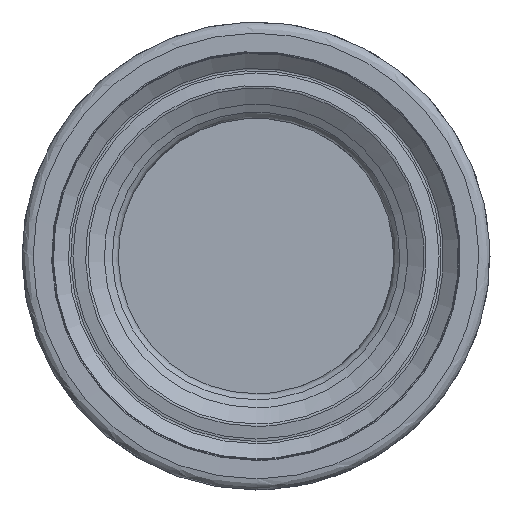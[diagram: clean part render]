
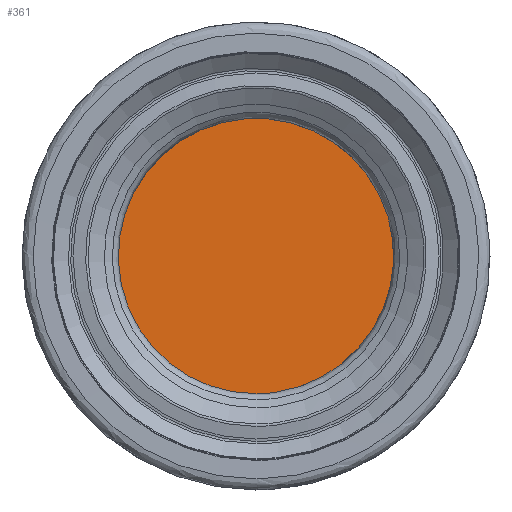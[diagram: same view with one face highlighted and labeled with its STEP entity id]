
A CAD part, left-side view. The second image highlights one B-rep face of the part: STEP entity #361.
In plain terms, the highlighted planar face has unit normal (-1, 0, 0).
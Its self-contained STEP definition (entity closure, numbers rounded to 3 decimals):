
#361=ADVANCED_FACE('',(#409),#405,.F.);
#405=PLANE('',#714);
#409=FACE_OUTER_BOUND('',#411,.T.);
#411=EDGE_LOOP('',(#497));
#497=ORIENTED_EDGE('',*,*,#626,.T.);
#583=VERTEX_POINT('',#976);
#626=EDGE_CURVE('',#583,#583,#669,.T.);
#669=CIRCLE('',#713,10.314);
#713=AXIS2_PLACEMENT_3D('',#975,#788,#789);
#714=AXIS2_PLACEMENT_3D('',#977,#790,#791);
#788=DIRECTION('',(-1.,0.,0.));
#789=DIRECTION('',(0.,0.,1.));
#790=DIRECTION('',(1.,0.,0.));
#791=DIRECTION('',(0.,0.,-1.));
#975=CARTESIAN_POINT('',(2.5,0.,0.));
#976=CARTESIAN_POINT('',(2.5,0.,10.314));
#977=CARTESIAN_POINT('',(2.5,0.,0.));
